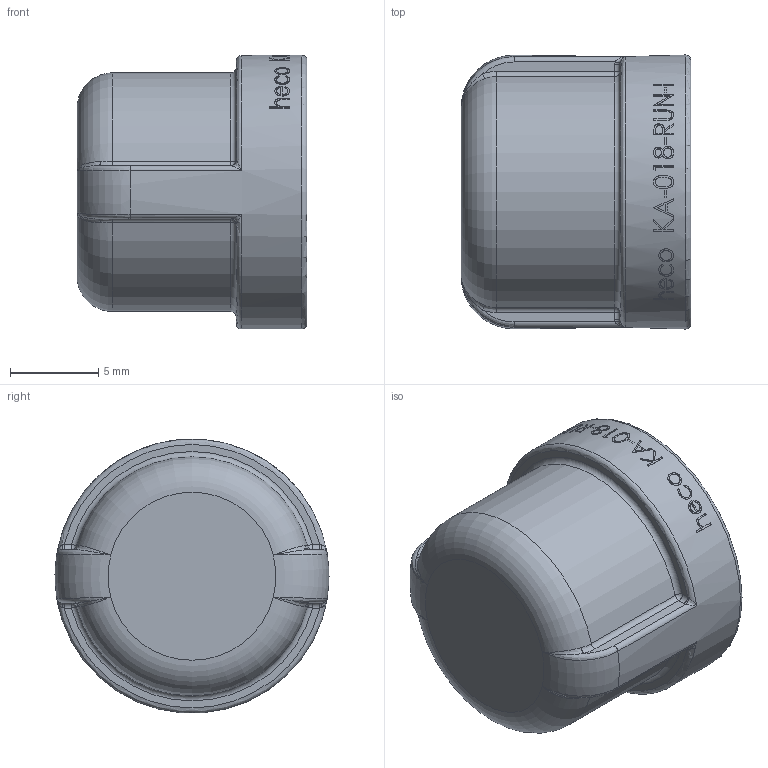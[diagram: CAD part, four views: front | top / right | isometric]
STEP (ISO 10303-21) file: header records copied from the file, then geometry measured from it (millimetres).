
FILE_DESCRIPTION (( 'STEP AP214' ), '1' );
FILE_NAME ('KA-018-RUN-I 2310.STEP', '2023-10-16T11:03:31', ( '' ), ( '' ), 'SwSTEP 2.0', 'SolidWorks 2019', '' );
FILE_SCHEMA (( 'AUTOMOTIVE_DESIGN' ));
Length unit declared in the file: millimetre
Products named in the file (1): KA-018-RUN-I 2310
Bounding box: 13 x 15.5 x 15.48 mm (x, y, z)
Volume: 1300.6 mm3; surface area: 1266.3 mm2
Topology: 1 solids, 1 shells, 243 faces, 611 edges, 387 vertices
Faces by surface type: bspline 112, plane 75, cylinder 40, torus 10, sphere 4, cone 2
Full cylindrical faces by diameter (mm): 8.566 x1, 9.928 x1, 15.5 x1
Entity records: 15183 total; most frequent: CARTESIAN_POINT 8478, ORIENTED_EDGE 1184, DIRECTION 609, EDGE_CURVE 592, VERTEX_POINT 383, B_SPLINE_CURVE_WITH_KNOTS 356, EDGE_LOOP 275, FACE_OUTER_BOUND 248
